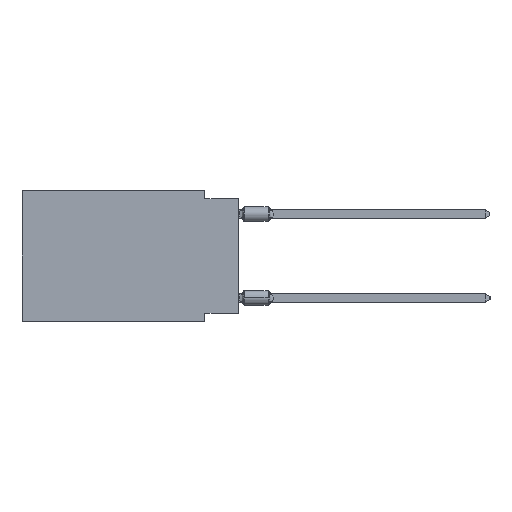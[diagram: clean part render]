
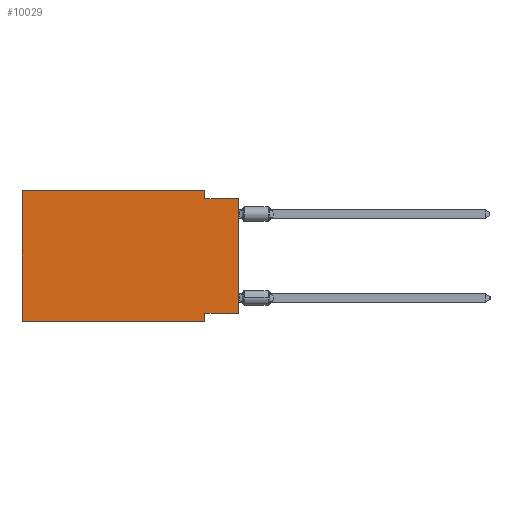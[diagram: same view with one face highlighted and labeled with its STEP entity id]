
A CAD part, left-side view. The second image highlights one B-rep face of the part: STEP entity #10029.
In plain terms, the highlighted planar face has unit normal (-1, 0, 0).
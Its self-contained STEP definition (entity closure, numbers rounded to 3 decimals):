
#1185 = ORIENTED_EDGE ( 'NONE', *, *, #42022, .F. ) ;
#2049 = CARTESIAN_POINT ( 'NONE',  ( 0., 0., -0.635 ) ) ;
#2789 = CARTESIAN_POINT ( 'NONE',  ( 0., 0., 0. ) ) ;
#3151 = ORIENTED_EDGE ( 'NONE', *, *, #42821, .F. ) ;
#3641 = DIRECTION ( 'NONE',  ( 1., 0., 0. ) ) ;
#4095 = VECTOR ( 'NONE', #18198, 1000. ) ;
#4217 = VERTEX_POINT ( 'NONE', #10438 ) ;
#4443 = CARTESIAN_POINT ( 'NONE',  ( 0., 16.383, 0. ) ) ;
#6597 = LINE ( 'NONE', #39599, #25427 ) ;
#7192 = CARTESIAN_POINT ( 'NONE',  ( 0., 2.54, -9.906 ) ) ;
#7331 = VERTEX_POINT ( 'NONE', #7192 ) ;
#7653 = CARTESIAN_POINT ( 'NONE',  ( 0., 16.383, 0. ) ) ;
#8444 = VECTOR ( 'NONE', #38447, 1000. ) ;
#10029 = ADVANCED_FACE ( 'NONE', ( #32159 ), #36380, .F. ) ;
#10438 = CARTESIAN_POINT ( 'NONE',  ( 0., 2.54, -9.271 ) ) ;
#10566 = CARTESIAN_POINT ( 'NONE',  ( 0., 2.54, -9.906 ) ) ;
#10801 = ORIENTED_EDGE ( 'NONE', *, *, #37601, .T. ) ;
#11744 = EDGE_CURVE ( 'NONE', #14007, #4217, #12291, .T. ) ;
#12081 = EDGE_CURVE ( 'NONE', #21604, #20284, #18862, .T. ) ;
#12291 = LINE ( 'NONE', #27884, #17537 ) ;
#14007 = VERTEX_POINT ( 'NONE', #26556 ) ;
#14464 = EDGE_CURVE ( 'NONE', #4217, #7331, #47287, .T. ) ;
#15217 = EDGE_CURVE ( 'NONE', #14007, #27698, #41886, .T. ) ;
#15262 = DIRECTION ( 'NONE',  ( 0., 0., -1. ) ) ;
#16345 = EDGE_CURVE ( 'NONE', #26379, #21604, #30672, .T. ) ;
#16367 = LINE ( 'NONE', #38530, #4095 ) ;
#17301 = CARTESIAN_POINT ( 'NONE',  ( 0., 2.54, 0. ) ) ;
#17537 = VECTOR ( 'NONE', #31333, 1000. ) ;
#17687 = ORIENTED_EDGE ( 'NONE', *, *, #12081, .F. ) ;
#18198 = DIRECTION ( 'NONE',  ( 0., -1., 0. ) ) ;
#18862 = LINE ( 'NONE', #26780, #41215 ) ;
#19121 = ORIENTED_EDGE ( 'NONE', *, *, #14464, .F. ) ;
#19147 = LINE ( 'NONE', #23368, #8444 ) ;
#20284 = VERTEX_POINT ( 'NONE', #40067 ) ;
#21604 = VERTEX_POINT ( 'NONE', #17301 ) ;
#22287 = ORIENTED_EDGE ( 'NONE', *, *, #15217, .T. ) ;
#23368 = CARTESIAN_POINT ( 'NONE',  ( 0., 16.383, 0. ) ) ;
#25418 = VECTOR ( 'NONE', #46369, 1000. ) ;
#25427 = VECTOR ( 'NONE', #31165, 1000. ) ;
#26379 = VERTEX_POINT ( 'NONE', #4443 ) ;
#26556 = CARTESIAN_POINT ( 'NONE',  ( 0., 0., -9.271 ) ) ;
#26780 = CARTESIAN_POINT ( 'NONE',  ( 0., 2.54, 0. ) ) ;
#27201 = EDGE_LOOP ( 'NONE', ( #22287, #1185, #17687, #45413, #3151, #10801, #19121, #27801 ) ) ;
#27698 = VERTEX_POINT ( 'NONE', #2049 ) ;
#27801 = ORIENTED_EDGE ( 'NONE', *, *, #11744, .F. ) ;
#27884 = CARTESIAN_POINT ( 'NONE',  ( 0., 0., -9.271 ) ) ;
#27936 = CARTESIAN_POINT ( 'NONE',  ( 0., 16.383, 0. ) ) ;
#30672 = LINE ( 'NONE', #7653, #43214 ) ;
#31165 = DIRECTION ( 'NONE',  ( 0., -1., 0. ) ) ;
#31333 = DIRECTION ( 'NONE',  ( 0., 1., 0. ) ) ;
#32159 = FACE_OUTER_BOUND ( 'NONE', #27201, .T. ) ;
#34044 = VERTEX_POINT ( 'NONE', #43086 ) ;
#35058 = AXIS2_PLACEMENT_3D ( 'NONE', #27936, #3641, #15262 ) ;
#36380 = PLANE ( 'NONE',  #35058 ) ;
#37601 = EDGE_CURVE ( 'NONE', #34044, #7331, #16367, .T. ) ;
#38447 = DIRECTION ( 'NONE',  ( 0., 0., 1. ) ) ;
#38530 = CARTESIAN_POINT ( 'NONE',  ( 0., 16.383, -9.906 ) ) ;
#39599 = CARTESIAN_POINT ( 'NONE',  ( 0., 0., -0.635 ) ) ;
#40067 = CARTESIAN_POINT ( 'NONE',  ( 0., 2.54, -0.635 ) ) ;
#41215 = VECTOR ( 'NONE', #42896, 1000. ) ;
#41886 = LINE ( 'NONE', #2789, #25418 ) ;
#42022 = EDGE_CURVE ( 'NONE', #20284, #27698, #6597, .T. ) ;
#42821 = EDGE_CURVE ( 'NONE', #34044, #26379, #19147, .T. ) ;
#42896 = DIRECTION ( 'NONE',  ( 0., 0., -1. ) ) ;
#43086 = CARTESIAN_POINT ( 'NONE',  ( 0., 16.383, -9.906 ) ) ;
#43214 = VECTOR ( 'NONE', #46776, 1000. ) ;
#45413 = ORIENTED_EDGE ( 'NONE', *, *, #16345, .F. ) ;
#46369 = DIRECTION ( 'NONE',  ( 0., 0., 1. ) ) ;
#46413 = VECTOR ( 'NONE', #50458, 1000. ) ;
#46776 = DIRECTION ( 'NONE',  ( 0., -1., 0. ) ) ;
#47287 = LINE ( 'NONE', #10566, #46413 ) ;
#50458 = DIRECTION ( 'NONE',  ( 0., 0., -1. ) ) ;
